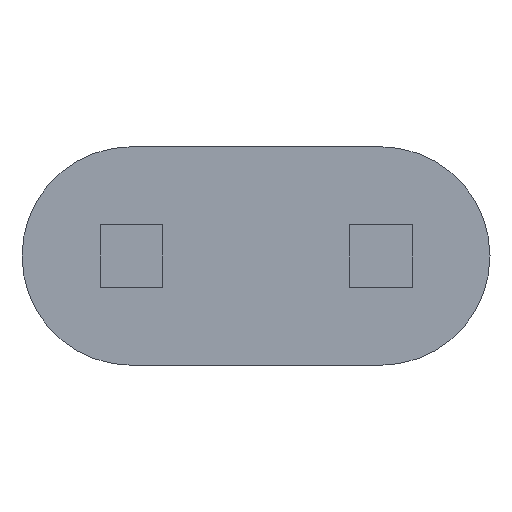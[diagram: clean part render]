
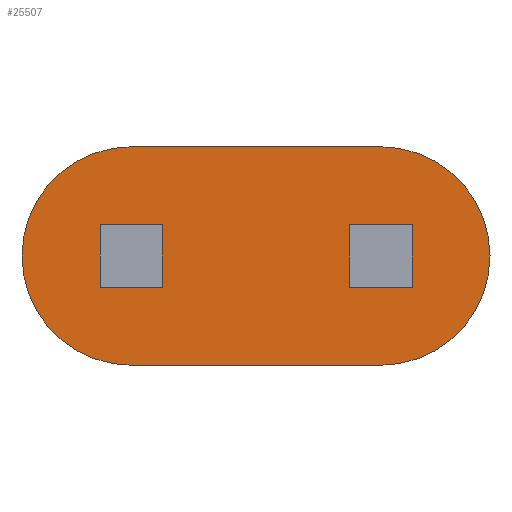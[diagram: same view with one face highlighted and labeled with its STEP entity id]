
A CAD part, front view. The second image highlights one B-rep face of the part: STEP entity #25507.
In plain terms, the highlighted planar face has unit normal (0, -1, 0).
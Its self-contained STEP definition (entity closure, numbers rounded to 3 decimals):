
#266 = AXIS2_PLACEMENT_3D ( 'NONE', #13517, #21396, #5721 ) ;
#3662 = EDGE_CURVE ( 'NONE', #24187, #21088, #12024, .T. ) ;
#3993 = VERTEX_POINT ( 'NONE', #15578 ) ;
#4186 = VECTOR ( 'NONE', #14874, 1000. ) ;
#5057 = VERTEX_POINT ( 'NONE', #10831 ) ;
#5721 = DIRECTION ( 'NONE',  ( 0., 0., -1. ) ) ;
#5928 = EDGE_CURVE ( 'NONE', #3993, #5057, #32096, .T. ) ;
#6545 = CARTESIAN_POINT ( 'NONE',  ( -2000., -300., 0. ) ) ;
#6955 = FACE_OUTER_BOUND ( 'NONE', #23169, .T. ) ;
#7235 = AXIS2_PLACEMENT_3D ( 'NONE', #6545, #24873, #9172 ) ;
#8977 = CARTESIAN_POINT ( 'NONE',  ( 2000., -300., 0. ) ) ;
#9172 = DIRECTION ( 'NONE',  ( 0., 0., -1. ) ) ;
#10612 = CARTESIAN_POINT ( 'NONE',  ( 2000., -300., 1750. ) ) ;
#10831 = CARTESIAN_POINT ( 'NONE',  ( -2000., -300., -1750. ) ) ;
#11626 = DIRECTION ( 'NONE',  ( 0., 0., -1. ) ) ;
#12024 = LINE ( 'NONE', #18243, #32122 ) ;
#12291 = ORIENTED_EDGE ( 'NONE', *, *, #23658, .F. ) ;
#13517 = CARTESIAN_POINT ( 'NONE',  ( 2000., -300., 0. ) ) ;
#14087 = CIRCLE ( 'NONE', #7235, 1750. ) ;
#14874 = DIRECTION ( 'NONE',  ( -1., 0., 0. ) ) ;
#15578 = CARTESIAN_POINT ( 'NONE',  ( 2000., -300., -1750. ) ) ;
#15724 = CIRCLE ( 'NONE', #29390, 1750. ) ;
#18243 = CARTESIAN_POINT ( 'NONE',  ( -2000., -300., 1750. ) ) ;
#20750 = ORIENTED_EDGE ( 'NONE', *, *, #5928, .F. ) ;
#21088 = VERTEX_POINT ( 'NONE', #10612 ) ;
#21396 = DIRECTION ( 'NONE',  ( 0., -1., 0. ) ) ;
#23169 = EDGE_LOOP ( 'NONE', ( #24275, #27740, #12291, #20750 ) ) ;
#23658 = EDGE_CURVE ( 'Kante2', #5057, #24187, #14087, .T. ) ;
#24187 = VERTEX_POINT ( 'NONE', #31250 ) ;
#24275 = ORIENTED_EDGE ( 'NONE', *, *, #33788, .F. ) ;
#24873 = DIRECTION ( 'NONE',  ( 0., 1., 0. ) ) ;
#25507 = ADVANCED_FACE ( 'Fl�che1', ( #6955 ), #29210, .T. ) ;
#27299 = DIRECTION ( 'NONE',  ( 0., 1., 0. ) ) ;
#27740 = ORIENTED_EDGE ( 'NONE', *, *, #3662, .F. ) ;
#28907 = DIRECTION ( 'NONE',  ( 1., 0., 0. ) ) ;
#29210 = PLANE ( 'NONE',  #266 ) ;
#29390 = AXIS2_PLACEMENT_3D ( 'NONE', #8977, #27299, #11626 ) ;
#31250 = CARTESIAN_POINT ( 'NONE',  ( -2000., -300., 1750. ) ) ;
#32096 = LINE ( 'NONE', #33110, #4186 ) ;
#32122 = VECTOR ( 'NONE', #28907, 1000. ) ;
#33110 = CARTESIAN_POINT ( 'NONE',  ( -2000., -300., -1750. ) ) ;
#33788 = EDGE_CURVE ( 'NONE', #21088, #3993, #15724, .T. ) ;
